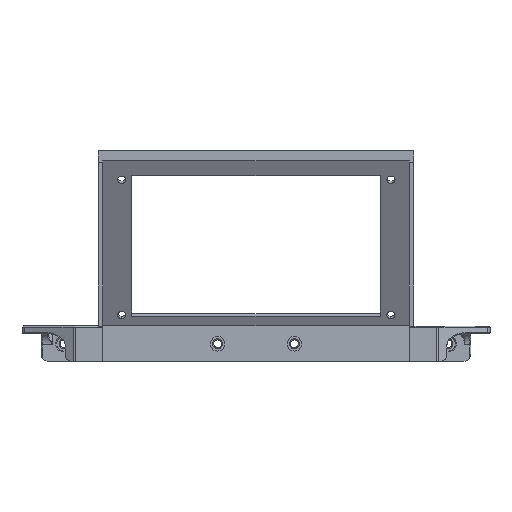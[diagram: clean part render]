
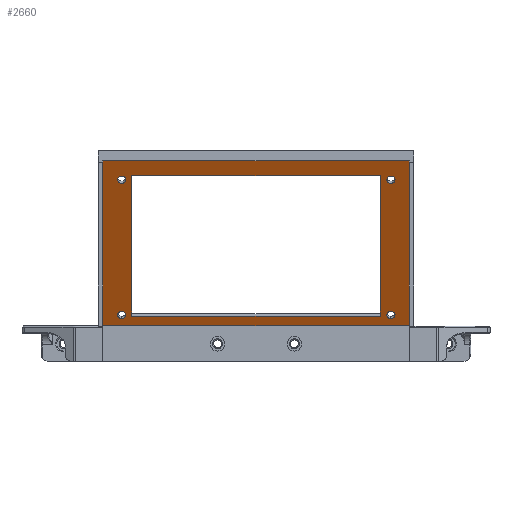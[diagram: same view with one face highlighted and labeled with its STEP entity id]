
A CAD part, front view. The second image highlights one B-rep face of the part: STEP entity #2660.
In plain terms, the highlighted planar face has unit normal (0, -0.882, -0.471).
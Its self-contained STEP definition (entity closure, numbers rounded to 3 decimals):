
#238 = DIRECTION ( 'NONE',  ( 0., -0.471, 0.882 ) ) ;
#505 = DIRECTION ( 'NONE',  ( 0., -0.882, -0.471 ) ) ;
#525 = EDGE_CURVE ( 'NONE', #6901, #978, #11864, .T. ) ;
#665 = EDGE_CURVE ( 'NONE', #795, #7839, #14745, .T. ) ;
#752 = VERTEX_POINT ( 'NONE', #14881 ) ;
#795 = VERTEX_POINT ( 'NONE', #2860 ) ;
#936 = DIRECTION ( 'NONE',  ( 0., -0.882, -0.471 ) ) ;
#978 = VERTEX_POINT ( 'NONE', #9242 ) ;
#1004 = FACE_BOUND ( 'NONE', #13813, .T. ) ;
#1022 = ORIENTED_EDGE ( 'NONE', *, *, #12453, .F. ) ;
#1294 = CIRCLE ( 'NONE', #8868, 1.75 ) ;
#1710 = VERTEX_POINT ( 'NONE', #2804 ) ;
#1763 = EDGE_CURVE ( 'NONE', #7197, #7934, #4113, .T. ) ;
#1788 = EDGE_CURVE ( 'NONE', #752, #2688, #5271, .T. ) ;
#1822 = PLANE ( 'NONE',  #15838 ) ;
#2028 = EDGE_CURVE ( 'NONE', #978, #6901, #11110, .T. ) ;
#2344 = ORIENTED_EDGE ( 'NONE', *, *, #7792, .F. ) ;
#2626 = CARTESIAN_POINT ( 'NONE',  ( 133., 29.377, 15.668 ) ) ;
#2660 = ADVANCED_FACE ( 'NONE', ( #7588, #7667, #9886, #12617, #1004, #8567 ), #1822, .T. ) ;
#2688 = VERTEX_POINT ( 'NONE', #8979 ) ;
#2765 = VECTOR ( 'NONE', #2849, 1000. ) ;
#2766 = DIRECTION ( 'NONE',  ( 0., -0.882, -0.471 ) ) ;
#2804 = CARTESIAN_POINT ( 'NONE',  ( 125.161, 34.353, 6.338 ) ) ;
#2849 = DIRECTION ( 'NONE',  ( -1., 0., 0. ) ) ;
#2860 = CARTESIAN_POINT ( 'NONE',  ( 125.161, 3.529, 64.132 ) ) ;
#2949 = EDGE_CURVE ( 'NONE', #16565, #752, #13801, .T. ) ;
#3452 = CARTESIAN_POINT ( 'NONE',  ( 125.161, 4.353, 62.588 ) ) ;
#3555 = AXIS2_PLACEMENT_3D ( 'NONE', #6129, #2766, #5155 ) ;
#3832 = ORIENTED_EDGE ( 'NONE', *, *, #665, .F. ) ;
#3939 = CARTESIAN_POINT ( 'NONE',  ( 10.161, 3.529, 64.132 ) ) ;
#4113 = LINE ( 'NONE', #2626, #9415 ) ;
#4167 = VECTOR ( 'NONE', #9684, 1000. ) ;
#4434 = CARTESIAN_POINT ( 'NONE',  ( 2., 29.377, 15.668 ) ) ;
#4506 = CARTESIAN_POINT ( 'NONE',  ( 14.5, 38.235, -0.941 ) ) ;
#4745 = DIRECTION ( 'NONE',  ( 0., 0.471, -0.882 ) ) ;
#5056 = EDGE_CURVE ( 'NONE', #2688, #9634, #5584, .T. ) ;
#5155 = DIRECTION ( 'NONE',  ( 0., 0.471, -0.882 ) ) ;
#5271 = LINE ( 'NONE', #5514, #10273 ) ;
#5374 = LINE ( 'NONE', #12048, #15683 ) ;
#5514 = CARTESIAN_POINT ( 'NONE',  ( 135., 35.412, 4.353 ) ) ;
#5584 = LINE ( 'NONE', #17377, #9280 ) ;
#5594 = ORIENTED_EDGE ( 'NONE', *, *, #10870, .F. ) ;
#5649 = LINE ( 'NONE', #4434, #4167 ) ;
#5675 = CARTESIAN_POINT ( 'NONE',  ( 2., 37.627, 0.2 ) ) ;
#6005 = DIRECTION ( 'NONE',  ( 0., -0.882, -0.471 ) ) ;
#6024 = CARTESIAN_POINT ( 'NONE',  ( 133., 37.627, 0.2 ) ) ;
#6026 = AXIS2_PLACEMENT_3D ( 'NONE', #11410, #16680, #4745 ) ;
#6129 = CARTESIAN_POINT ( 'NONE',  ( 10.161, 35.176, 4.794 ) ) ;
#6289 = DIRECTION ( 'NONE',  ( 0., 0.471, -0.882 ) ) ;
#6780 = DIRECTION ( 'NONE',  ( 0., 0.471, -0.882 ) ) ;
#6901 = VERTEX_POINT ( 'NONE', #12550 ) ;
#7185 = ORIENTED_EDGE ( 'NONE', *, *, #5056, .F. ) ;
#7197 = VERTEX_POINT ( 'NONE', #6024 ) ;
#7320 = CARTESIAN_POINT ( 'NONE',  ( 10.161, 4.353, 62.588 ) ) ;
#7422 = CARTESIAN_POINT ( 'NONE',  ( 120.5, 3.412, 64.353 ) ) ;
#7588 = FACE_BOUND ( 'NONE', #11568, .T. ) ;
#7606 = CARTESIAN_POINT ( 'NONE',  ( 10.161, 35.176, 4.794 ) ) ;
#7667 = FACE_BOUND ( 'NONE', #12091, .T. ) ;
#7693 = CIRCLE ( 'NONE', #15833, 1.75 ) ;
#7792 = EDGE_CURVE ( 'NONE', #9407, #9429, #16688, .T. ) ;
#7796 = CARTESIAN_POINT ( 'NONE',  ( 10.161, 5.176, 61.044 ) ) ;
#7839 = VERTEX_POINT ( 'NONE', #8758 ) ;
#7934 = VERTEX_POINT ( 'NONE', #8054 ) ;
#8054 = CARTESIAN_POINT ( 'NONE',  ( 133., 0., 70.75 ) ) ;
#8168 = VERTEX_POINT ( 'NONE', #5675 ) ;
#8180 = EDGE_CURVE ( 'NONE', #9152, #7934, #12346, .T. ) ;
#8424 = EDGE_CURVE ( 'NONE', #9781, #1710, #7693, .T. ) ;
#8567 = FACE_OUTER_BOUND ( 'NONE', #13681, .T. ) ;
#8758 = CARTESIAN_POINT ( 'NONE',  ( 125.161, 5.176, 61.044 ) ) ;
#8868 = AXIS2_PLACEMENT_3D ( 'NONE', #7320, #6005, #16996 ) ;
#8880 = ORIENTED_EDGE ( 'NONE', *, *, #8424, .F. ) ;
#8979 = CARTESIAN_POINT ( 'NONE',  ( 120.5, 35.412, 4.353 ) ) ;
#9152 = VERTEX_POINT ( 'NONE', #17037 ) ;
#9182 = DIRECTION ( 'NONE',  ( 0., -0.882, -0.471 ) ) ;
#9242 = CARTESIAN_POINT ( 'NONE',  ( 10.161, 36., 3.25 ) ) ;
#9279 = ORIENTED_EDGE ( 'NONE', *, *, #1763, .T. ) ;
#9280 = VECTOR ( 'NONE', #12334, 1000. ) ;
#9319 = AXIS2_PLACEMENT_3D ( 'NONE', #7606, #936, #6289 ) ;
#9407 = VERTEX_POINT ( 'NONE', #7796 ) ;
#9415 = VECTOR ( 'NONE', #238, 1000. ) ;
#9429 = VERTEX_POINT ( 'NONE', #3939 ) ;
#9447 = AXIS2_PLACEMENT_3D ( 'NONE', #3452, #13984, #14155 ) ;
#9634 = VERTEX_POINT ( 'NONE', #7422 ) ;
#9684 = DIRECTION ( 'NONE',  ( 0., -0.471, 0.882 ) ) ;
#9732 = CARTESIAN_POINT ( 'NONE',  ( 14.5, 3.412, 64.353 ) ) ;
#9781 = VERTEX_POINT ( 'NONE', #13625 ) ;
#9886 = FACE_BOUND ( 'NONE', #17365, .T. ) ;
#10273 = VECTOR ( 'NONE', #15987, 1000. ) ;
#10494 = CARTESIAN_POINT ( 'NONE',  ( 125.161, 35.176, 4.794 ) ) ;
#10870 = EDGE_CURVE ( 'NONE', #1710, #9781, #11942, .T. ) ;
#11021 = CARTESIAN_POINT ( 'NONE',  ( -45.459, 0., 70.75 ) ) ;
#11059 = VECTOR ( 'NONE', #6780, 1000. ) ;
#11110 = CIRCLE ( 'NONE', #3555, 1.75 ) ;
#11286 = ORIENTED_EDGE ( 'NONE', *, *, #11304, .F. ) ;
#11304 = EDGE_CURVE ( 'NONE', #9429, #9407, #1294, .T. ) ;
#11410 = CARTESIAN_POINT ( 'NONE',  ( 10.161, 4.353, 62.588 ) ) ;
#11477 = DIRECTION ( 'NONE',  ( 0., -0.882, -0.471 ) ) ;
#11568 = EDGE_LOOP ( 'NONE', ( #1022, #3832 ) ) ;
#11754 = ORIENTED_EDGE ( 'NONE', *, *, #14271, .F. ) ;
#11864 = CIRCLE ( 'NONE', #9319, 1.75 ) ;
#11888 = LINE ( 'NONE', #17268, #2765 ) ;
#11942 = CIRCLE ( 'NONE', #15021, 1.75 ) ;
#11995 = CARTESIAN_POINT ( 'NONE',  ( 125.161, 4.353, 62.588 ) ) ;
#12048 = CARTESIAN_POINT ( 'NONE',  ( 135., 37.627, 0.2 ) ) ;
#12091 = EDGE_LOOP ( 'NONE', ( #8880, #5594 ) ) ;
#12303 = ORIENTED_EDGE ( 'NONE', *, *, #1788, .F. ) ;
#12334 = DIRECTION ( 'NONE',  ( 0., -0.471, 0.882 ) ) ;
#12346 = LINE ( 'NONE', #11021, #16131 ) ;
#12453 = EDGE_CURVE ( 'NONE', #7839, #795, #14233, .T. ) ;
#12491 = AXIS2_PLACEMENT_3D ( 'NONE', #11995, #9182, #14547 ) ;
#12550 = CARTESIAN_POINT ( 'NONE',  ( 10.161, 34.353, 6.338 ) ) ;
#12617 = FACE_BOUND ( 'NONE', #16097, .T. ) ;
#12727 = ORIENTED_EDGE ( 'NONE', *, *, #14010, .F. ) ;
#13029 = DIRECTION ( 'NONE',  ( 0., 0.471, -0.882 ) ) ;
#13458 = EDGE_CURVE ( 'NONE', #9634, #16565, #11888, .T. ) ;
#13625 = CARTESIAN_POINT ( 'NONE',  ( 125.161, 36., 3.25 ) ) ;
#13681 = EDGE_LOOP ( 'NONE', ( #11754, #9279, #15097, #12727 ) ) ;
#13801 = LINE ( 'NONE', #4506, #11059 ) ;
#13813 = EDGE_LOOP ( 'NONE', ( #13922, #14805, #7185, #12303 ) ) ;
#13837 = CARTESIAN_POINT ( 'NONE',  ( 135., 38.235, -0.941 ) ) ;
#13922 = ORIENTED_EDGE ( 'NONE', *, *, #2949, .F. ) ;
#13984 = DIRECTION ( 'NONE',  ( 0., -0.882, -0.471 ) ) ;
#14010 = EDGE_CURVE ( 'NONE', #8168, #9152, #5649, .T. ) ;
#14155 = DIRECTION ( 'NONE',  ( 0., 0.471, -0.882 ) ) ;
#14233 = CIRCLE ( 'NONE', #9447, 1.75 ) ;
#14271 = EDGE_CURVE ( 'NONE', #7197, #8168, #5374, .T. ) ;
#14290 = DIRECTION ( 'NONE',  ( 0., 0.471, -0.882 ) ) ;
#14547 = DIRECTION ( 'NONE',  ( 0., 0.471, -0.882 ) ) ;
#14549 = DIRECTION ( 'NONE',  ( 0., 0.471, -0.882 ) ) ;
#14745 = CIRCLE ( 'NONE', #12491, 1.75 ) ;
#14805 = ORIENTED_EDGE ( 'NONE', *, *, #13458, .F. ) ;
#14881 = CARTESIAN_POINT ( 'NONE',  ( 14.5, 35.412, 4.353 ) ) ;
#15021 = AXIS2_PLACEMENT_3D ( 'NONE', #16840, #11477, #14290 ) ;
#15097 = ORIENTED_EDGE ( 'NONE', *, *, #8180, .F. ) ;
#15336 = ORIENTED_EDGE ( 'NONE', *, *, #525, .F. ) ;
#15683 = VECTOR ( 'NONE', #15933, 1000. ) ;
#15833 = AXIS2_PLACEMENT_3D ( 'NONE', #10494, #15872, #14549 ) ;
#15838 = AXIS2_PLACEMENT_3D ( 'NONE', #13837, #505, #13029 ) ;
#15872 = DIRECTION ( 'NONE',  ( 0., -0.882, -0.471 ) ) ;
#15933 = DIRECTION ( 'NONE',  ( -1., 0., 0. ) ) ;
#15987 = DIRECTION ( 'NONE',  ( 1., 0., 0. ) ) ;
#16097 = EDGE_LOOP ( 'NONE', ( #2344, #11286 ) ) ;
#16131 = VECTOR ( 'NONE', #16400, 1000. ) ;
#16400 = DIRECTION ( 'NONE',  ( 1., 0., 0. ) ) ;
#16565 = VERTEX_POINT ( 'NONE', #9732 ) ;
#16680 = DIRECTION ( 'NONE',  ( 0., -0.882, -0.471 ) ) ;
#16688 = CIRCLE ( 'NONE', #6026, 1.75 ) ;
#16840 = CARTESIAN_POINT ( 'NONE',  ( 125.161, 35.176, 4.794 ) ) ;
#16996 = DIRECTION ( 'NONE',  ( 0., 0.471, -0.882 ) ) ;
#17037 = CARTESIAN_POINT ( 'NONE',  ( 2., 0., 70.75 ) ) ;
#17268 = CARTESIAN_POINT ( 'NONE',  ( 135., 3.412, 64.353 ) ) ;
#17307 = ORIENTED_EDGE ( 'NONE', *, *, #2028, .F. ) ;
#17365 = EDGE_LOOP ( 'NONE', ( #17307, #15336 ) ) ;
#17377 = CARTESIAN_POINT ( 'NONE',  ( 120.5, 38.235, -0.941 ) ) ;
